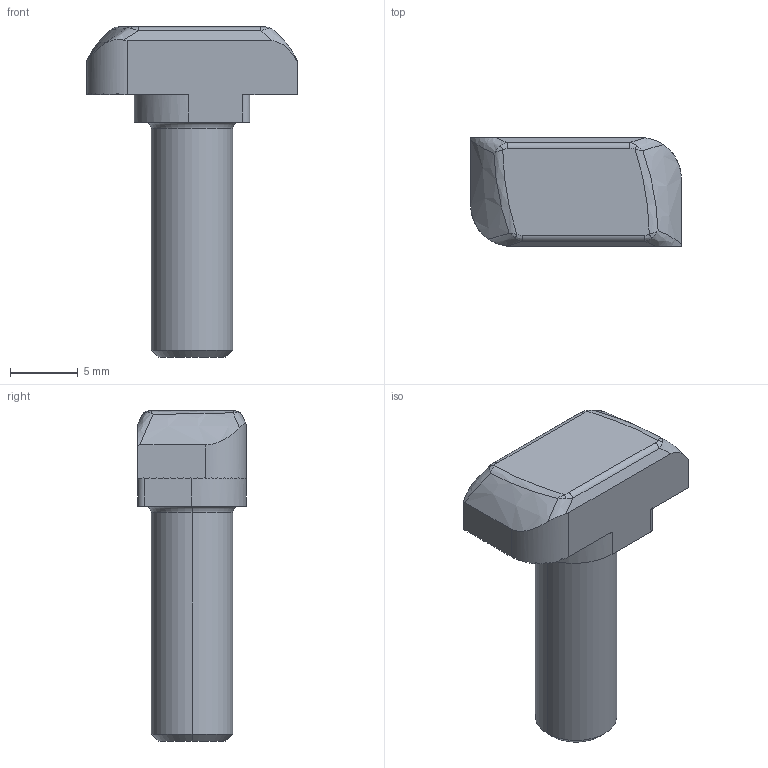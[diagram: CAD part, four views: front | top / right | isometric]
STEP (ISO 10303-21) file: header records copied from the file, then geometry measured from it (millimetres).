
FILE_DESCRIPTION (( 'STEP AP214' ), '1' );
FILE_NAME ('A253 Ò-áîëò Ì6õ20, ïàç 8.STEP', '2020-12-17T14:34:29', ( 'Windows User' ), ( '' ), 'SwSTEP 2.0', 'SolidWorks 2020', '' );
FILE_SCHEMA (( 'AUTOMOTIVE_DESIGN' ));
Length unit declared in the file: millimetre
Products named in the file (1): A253 Ò-áîëò Ì6õ20, ïàç 8
Bounding box: 15.5 x 8 x 24.3 mm (x, y, z)
Volume: 1168.7 mm3; surface area: 807.3 mm2
Topology: 1 solids, 1 shells, 137 faces, 384 edges, 246 vertices
Faces by surface type: plane 107, bspline 16, cylinder 10, cone 2, torus 2
Entity records: 4912 total; most frequent: CARTESIAN_POINT 1630, ORIENTED_EDGE 760, DIRECTION 578, EDGE_CURVE 380, VERTEX_POINT 246, VECTOR 230, LINE 230, AXIS2_PLACEMENT_3D 174
